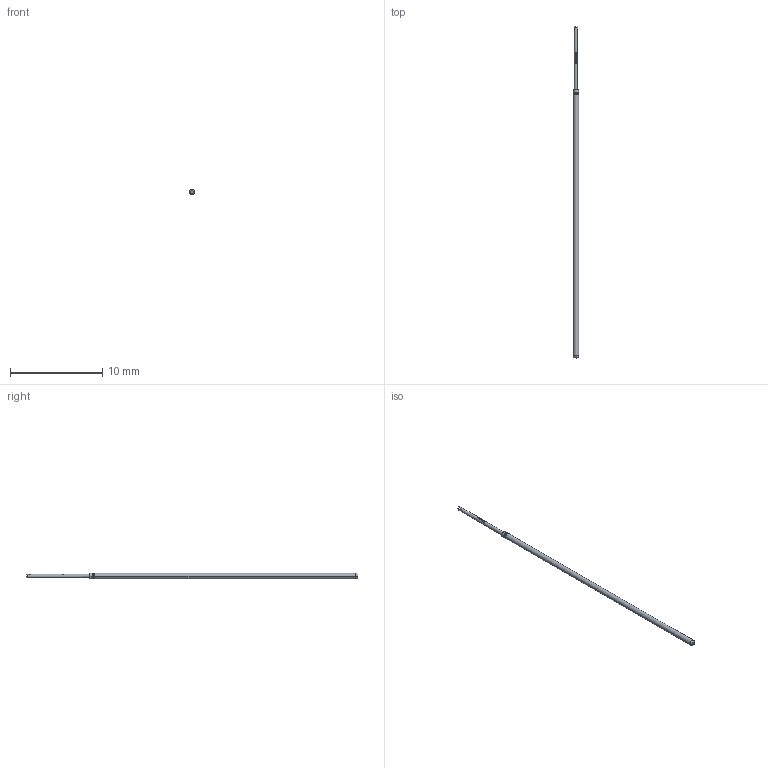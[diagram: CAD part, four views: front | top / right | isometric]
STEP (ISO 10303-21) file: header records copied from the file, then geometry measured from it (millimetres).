
FILE_DESCRIPTION (( 'STEP AP203' ), '1' );
FILE_NAME ('INGUN_GKS-040_214_040_A_xx00.STEP', '2021-09-13T08:33:24', ( 'ochi' ), ( '' ), 'SwSTEP 2.0', 'SolidWorks 2018', '' );
FILE_SCHEMA (( 'CONFIG_CONTROL_DESIGN' ));
Length unit declared in the file: millimetre
Products named in the file (1): INGUN_GKS-040_214_040_A_xx00
Bounding box: 0.61 x 35.9 x 0.61 mm (x, y, z)
Volume: 9.3 mm3; surface area: 64.7 mm2
Topology: 1 solids, 1 shells, 82 faces, 209 edges, 135 vertices
Faces by surface type: bspline 50, cylinder 14, plane 12, torus 6
Entity records: 3293 total; most frequent: CARTESIAN_POINT 1698, ORIENTED_EDGE 418, EDGE_CURVE 209, B_SPLINE_CURVE_WITH_KNOTS 158, VERTEX_POINT 135, DIRECTION 135, EDGE_LOOP 88, ADVANCED_FACE 82
